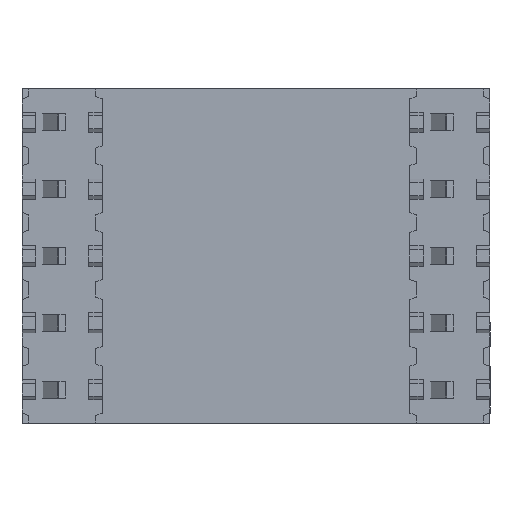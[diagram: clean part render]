
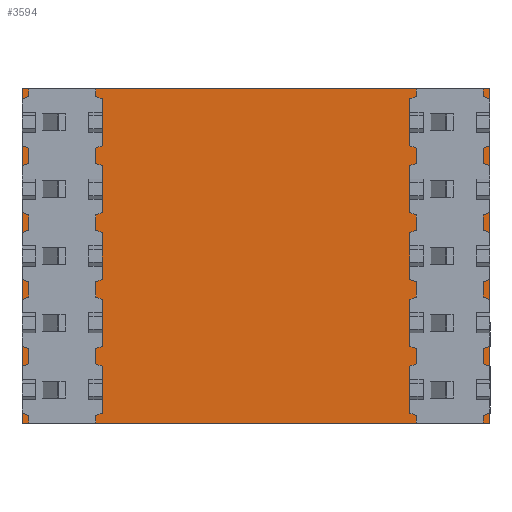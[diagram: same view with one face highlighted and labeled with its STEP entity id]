
A CAD part, front view. The second image highlights one B-rep face of the part: STEP entity #3594.
In plain terms, the highlighted face is planar.
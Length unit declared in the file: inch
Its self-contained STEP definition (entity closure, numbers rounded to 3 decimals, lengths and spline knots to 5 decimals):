
#353 = CARTESIAN_POINT ( 'NONE',  ( -0.25899, 0.0449, 0. ) ) ;
#780 = LINE ( 'NONE', #4164, #1148 ) ;
#858 = CARTESIAN_POINT ( 'NONE',  ( 0., 0., 0. ) ) ;
#1140 = ORIENTED_EDGE ( 'NONE', *, *, #2515, .T. ) ;
#1148 = VECTOR ( 'NONE', #3541, 39.37008 ) ;
#1290 = ORIENTED_EDGE ( 'NONE', *, *, #3999, .T. ) ;
#1360 = CARTESIAN_POINT ( 'NONE',  ( 0.24101, 0.0449, 0. ) ) ;
#1392 = EDGE_CURVE ( 'NONE', #4264, #1939, #5322, .T. ) ;
#1454 = DIRECTION ( 'NONE',  ( 1., 0., 0. ) ) ;
#1632 = VECTOR ( 'NONE', #4240, 39.37008 ) ;
#1939 = VERTEX_POINT ( 'NONE', #353 ) ;
#2057 = DIRECTION ( 'NONE',  ( 0., 0., 1. ) ) ;
#2147 = VECTOR ( 'NONE', #6353, 39.37008 ) ;
#2515 = EDGE_CURVE ( 'NONE', #4264, #7487, #3625, .T. ) ;
#2975 = CARTESIAN_POINT ( 'NONE',  ( -0.25899, -0.6551, 0. ) ) ;
#3541 = DIRECTION ( 'NONE',  ( 0., -1., 0. ) ) ;
#3594 = ADVANCED_FACE ( 'NONE', ( #7370 ), #4900, .F. ) ;
#3625 = LINE ( 'NONE', #5004, #7216 ) ;
#3999 = EDGE_CURVE ( 'NONE', #7487, #7054, #7637, .T. ) ;
#4099 = EDGE_CURVE ( 'NONE', #1939, #7054, #780, .T. ) ;
#4164 = CARTESIAN_POINT ( 'NONE',  ( -0.25899, 0.0449, 0. ) ) ;
#4240 = DIRECTION ( 'NONE',  ( -1., 0., 0. ) ) ;
#4264 = VERTEX_POINT ( 'NONE', #1360 ) ;
#4900 = PLANE ( 'NONE',  #5535 ) ;
#5004 = CARTESIAN_POINT ( 'NONE',  ( 0.24101, 0.0449, 0. ) ) ;
#5172 = ORIENTED_EDGE ( 'NONE', *, *, #1392, .F. ) ;
#5322 = LINE ( 'NONE', #7603, #2147 ) ;
#5535 = AXIS2_PLACEMENT_3D ( 'NONE', #858, #2057, #1454 ) ;
#5690 = CARTESIAN_POINT ( 'NONE',  ( 0.24101, -0.6551, 0. ) ) ;
#6192 = DIRECTION ( 'NONE',  ( 0., -1., 0. ) ) ;
#6353 = DIRECTION ( 'NONE',  ( -1., 0., 0. ) ) ;
#6661 = ORIENTED_EDGE ( 'NONE', *, *, #4099, .F. ) ;
#7054 = VERTEX_POINT ( 'NONE', #2975 ) ;
#7169 = EDGE_LOOP ( 'NONE', ( #5172, #1140, #1290, #6661 ) ) ;
#7216 = VECTOR ( 'NONE', #6192, 39.37008 ) ;
#7370 = FACE_OUTER_BOUND ( 'NONE', #7169, .T. ) ;
#7487 = VERTEX_POINT ( 'NONE', #5690 ) ;
#7603 = CARTESIAN_POINT ( 'NONE',  ( 0.24101, 0.0449, 0. ) ) ;
#7637 = LINE ( 'NONE', #7764, #1632 ) ;
#7764 = CARTESIAN_POINT ( 'NONE',  ( 0.24101, -0.6551, 0. ) ) ;
